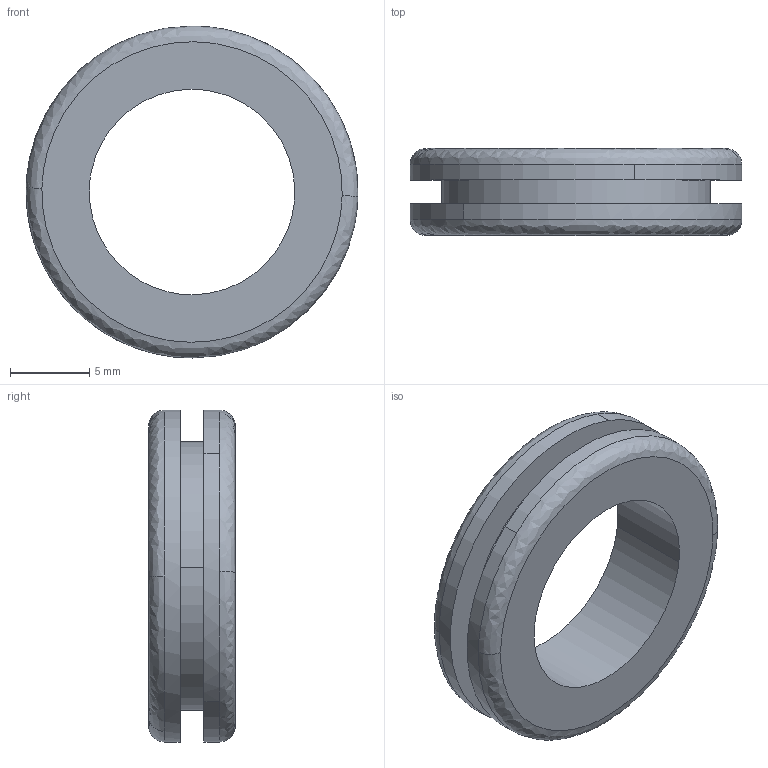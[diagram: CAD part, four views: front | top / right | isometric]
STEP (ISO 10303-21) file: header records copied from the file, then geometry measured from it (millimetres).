
FILE_DESCRIPTION((''),'2;1');
FILE_NAME('','2005-12-14T14:19:31',(''),(''),'','CADfix','');
FILE_SCHEMA(('AUTOMOTIVE_DESIGN'));
Length unit declared in the file: millimetre
Products named in the file (1): grommet
Bounding box: 21 x 5.5 x 21 mm (x, y, z)
Volume: 970.5 mm3; surface area: 1177.7 mm2
Topology: 1 solids, 1 shells, 16 faces, 56 edges, 44 vertices
Faces by surface type: bspline 16
Entity records: 721 total; most frequent: CARTESIAN_POINT 419, ORIENTED_EDGE 112, EDGE_CURVE 56, VERTEX_POINT 44, EDGE_LOOP 20, FACE_OUTER_BOUND 16, ADVANCED_FACE 16, QUASI_UNIFORM_CURVE 8
